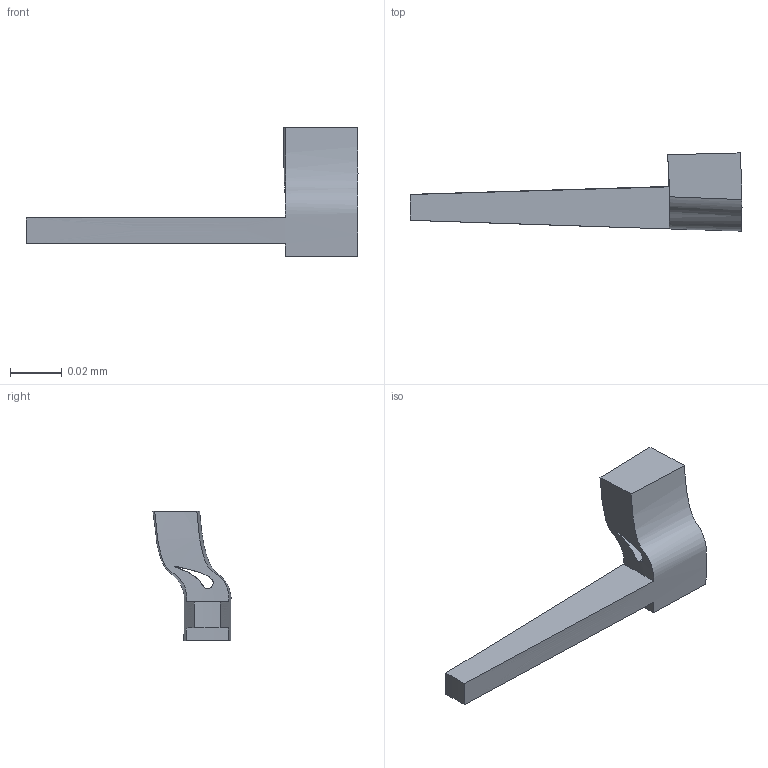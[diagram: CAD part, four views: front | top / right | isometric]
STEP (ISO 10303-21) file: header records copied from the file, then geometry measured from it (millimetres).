
FILE_DESCRIPTION(('Open CASCADE Model'),'2;1');
FILE_NAME('Open CASCADE Shape Model','2024-05-23T15:39:23',('Author'),( 'Open CASCADE'),'Open CASCADE STEP processor 7.7','Open CASCADE 7.7' ,'Unknown');
FILE_SCHEMA(('AUTOMOTIVE_DESIGN { 1 0 10303 214 1 1 1 1 }'));
Length unit declared in the file: millimetre
Products named in the file (1): Open CASCADE STEP translator 7.7 1
Bounding box: 0.13 x 0.03 x 0.05 mm (x, y, z)
Surface area: 0 mm2 (no closed solid volume)
Topology: 0 solids, 1 shells, 12 faces, 34 edges, 22 vertices
Faces by surface type: bspline 4, cylinder 4, revolution 2, plane 2
Entity records: 12272 total; most frequent: CARTESIAN_POINT 11744, ORIENTED_EDGE 64, PCURVE 64, DEFINITIONAL_REPRESENTATION 64, B_SPLINE_CURVE_WITH_KNOTS 62, DIRECTION 53, EDGE_CURVE 34, SURFACE_CURVE 34
